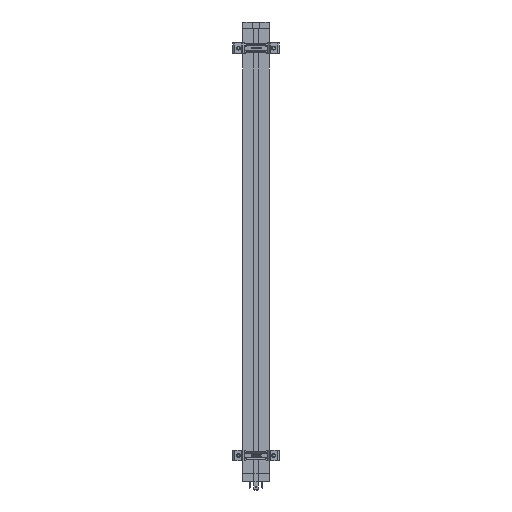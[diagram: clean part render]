
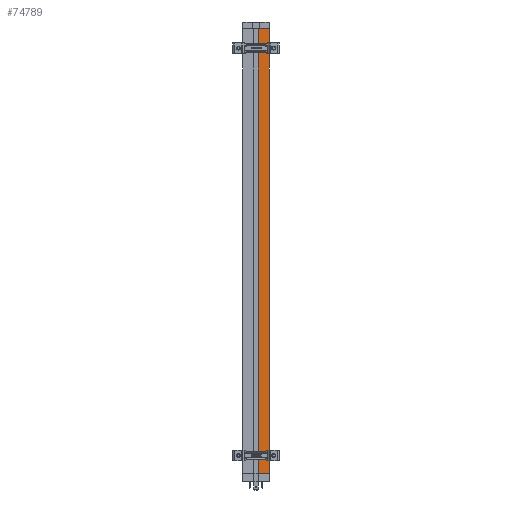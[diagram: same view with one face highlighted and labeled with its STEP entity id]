
A CAD part, front view. The second image highlights one B-rep face of the part: STEP entity #74789.
In plain terms, the highlighted planar face has unit normal (0, -1, 0).
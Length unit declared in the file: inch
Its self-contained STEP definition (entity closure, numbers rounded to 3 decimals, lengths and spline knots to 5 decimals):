
#303 = CARTESIAN_POINT ( 'NONE',  ( 0., 0., 25.07874 ) ) ;
#934 = EDGE_CURVE ( 'NONE', #72625, #30505, #48111, .T. ) ;
#1253 = CARTESIAN_POINT ( 'NONE',  ( 0.87795, 0., 0. ) ) ;
#2078 = CARTESIAN_POINT ( 'NONE',  ( 0.87795, 0., 25.07874 ) ) ;
#9803 = VECTOR ( 'NONE', #21689, 39.37008 ) ;
#13470 = EDGE_CURVE ( 'NONE', #71637, #31117, #84727, .T. ) ;
#13765 = DIRECTION ( 'NONE',  ( 1., 0., 0. ) ) ;
#15936 = DIRECTION ( 'NONE',  ( 0., 0., -1. ) ) ;
#20032 = ORIENTED_EDGE ( 'NONE', *, *, #56807, .T. ) ;
#21689 = DIRECTION ( 'NONE',  ( 1., 0., 0. ) ) ;
#23695 = CARTESIAN_POINT ( 'NONE',  ( 0.87795, 0., 25.07874 ) ) ;
#24552 = LINE ( 'NONE', #2078, #56852 ) ;
#26387 = ORIENTED_EDGE ( 'NONE', *, *, #934, .F. ) ;
#26983 = VECTOR ( 'NONE', #78058, 39.37008 ) ;
#30505 = VERTEX_POINT ( 'NONE', #89101 ) ;
#31117 = VERTEX_POINT ( 'NONE', #47141 ) ;
#33098 = EDGE_CURVE ( 'NONE', #31117, #30505, #72273, .T. ) ;
#36097 = DIRECTION ( 'NONE',  ( 0., -1., 0. ) ) ;
#44238 = FACE_OUTER_BOUND ( 'NONE', #45179, .T. ) ;
#45179 = EDGE_LOOP ( 'NONE', ( #26387, #20032, #47420, #55569 ) ) ;
#47141 = CARTESIAN_POINT ( 'NONE',  ( 1.49606, 0., 0. ) ) ;
#47420 = ORIENTED_EDGE ( 'NONE', *, *, #13470, .T. ) ;
#48111 = LINE ( 'NONE', #303, #61922 ) ;
#49627 = CARTESIAN_POINT ( 'NONE',  ( 0., 0., 25.07874 ) ) ;
#50964 = PLANE ( 'NONE',  #64772 ) ;
#51515 = CARTESIAN_POINT ( 'NONE',  ( 1.49606, 0., 25.07874 ) ) ;
#55569 = ORIENTED_EDGE ( 'NONE', *, *, #33098, .T. ) ;
#56807 = EDGE_CURVE ( 'NONE', #72625, #71637, #24552, .T. ) ;
#56852 = VECTOR ( 'NONE', #15936, 39.37008 ) ;
#61922 = VECTOR ( 'NONE', #13765, 39.37008 ) ;
#64772 = AXIS2_PLACEMENT_3D ( 'NONE', #49627, #36097, #77523 ) ;
#71637 = VERTEX_POINT ( 'NONE', #1253 ) ;
#72273 = LINE ( 'NONE', #51515, #26983 ) ;
#72625 = VERTEX_POINT ( 'NONE', #23695 ) ;
#74789 = ADVANCED_FACE ( 'NONE', ( #44238 ), #50964, .T. ) ;
#77523 = DIRECTION ( 'NONE',  ( 1., 0., 0. ) ) ;
#78058 = DIRECTION ( 'NONE',  ( 0., 0., 1. ) ) ;
#83832 = CARTESIAN_POINT ( 'NONE',  ( 0., 0., 0. ) ) ;
#84727 = LINE ( 'NONE', #83832, #9803 ) ;
#89101 = CARTESIAN_POINT ( 'NONE',  ( 1.49606, 0., 25.07874 ) ) ;
